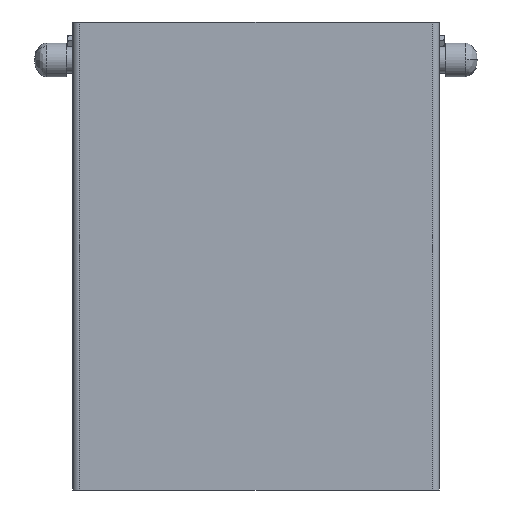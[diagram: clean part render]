
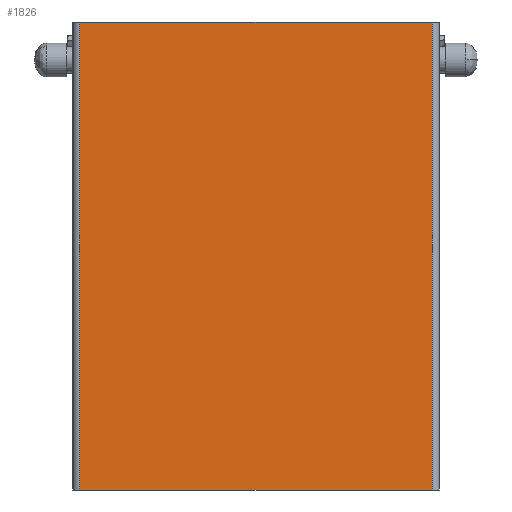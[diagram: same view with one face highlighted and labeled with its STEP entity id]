
A CAD part, front view. The second image highlights one B-rep face of the part: STEP entity #1826.
In plain terms, the highlighted planar face has unit normal (0, -1, 0).
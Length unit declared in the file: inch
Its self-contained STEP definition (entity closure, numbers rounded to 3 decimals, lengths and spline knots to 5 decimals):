
#96=PLANE('',#2098);
#211=FACE_OUTER_BOUND('',#342,.T.);
#342=EDGE_LOOP('',(#1322,#1323,#1324,#1325));
#496=LINE('',#2977,#626);
#502=LINE('',#2989,#632);
#505=LINE('',#2994,#635);
#506=LINE('',#2995,#636);
#626=VECTOR('',#2393,39.37008);
#632=VECTOR('',#2401,39.37008);
#635=VECTOR('',#2408,39.37008);
#636=VECTOR('',#2409,39.37008);
#881=VERTEX_POINT('',#2974);
#882=VERTEX_POINT('',#2976);
#885=VERTEX_POINT('',#2983);
#887=VERTEX_POINT('',#2987);
#1052=EDGE_CURVE('',#881,#882,#496,.T.);
#1058=EDGE_CURVE('',#887,#885,#502,.T.);
#1061=EDGE_CURVE('',#881,#885,#505,.T.);
#1062=EDGE_CURVE('',#887,#882,#506,.T.);
#1322=ORIENTED_EDGE('',*,*,#1052,.F.);
#1323=ORIENTED_EDGE('',*,*,#1061,.T.);
#1324=ORIENTED_EDGE('',*,*,#1058,.F.);
#1325=ORIENTED_EDGE('',*,*,#1062,.T.);
#1826=ADVANCED_FACE('',(#211),#96,.T.);
#2098=AXIS2_PLACEMENT_3D('',#2993,#2406,#2407);
#2393=DIRECTION('',(1.,0.,0.));
#2401=DIRECTION('',(-1.,0.,0.));
#2406=DIRECTION('center_axis',(0.,-1.,0.));
#2407=DIRECTION('ref_axis',(0.,0.,-1.));
#2408=DIRECTION('',(0.,0.,-1.));
#2409=DIRECTION('',(0.,0.,1.));
#2974=CARTESIAN_POINT('',(0.279,0.,0.));
#2976=CARTESIAN_POINT('',(14.221,0.,0.));
#2977=CARTESIAN_POINT('',(0.,0.,0.));
#2983=CARTESIAN_POINT('',(0.279,0.,-18.5));
#2987=CARTESIAN_POINT('',(14.221,0.,-18.5));
#2989=CARTESIAN_POINT('',(0.,0.,-18.5));
#2993=CARTESIAN_POINT('Origin',(0.,0.,0.));
#2994=CARTESIAN_POINT('',(0.279,0.,0.));
#2995=CARTESIAN_POINT('',(14.221,0.,-18.5));
